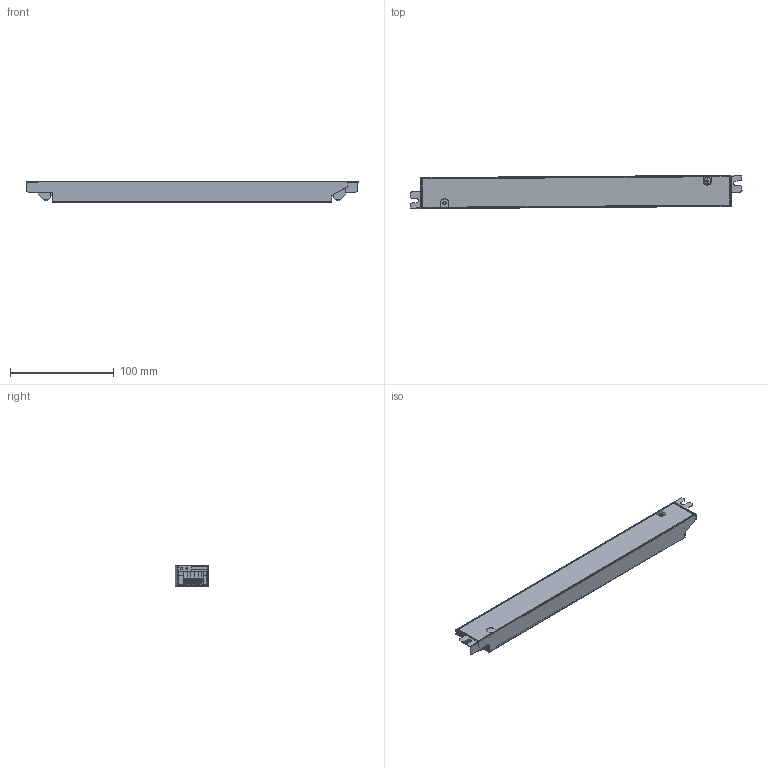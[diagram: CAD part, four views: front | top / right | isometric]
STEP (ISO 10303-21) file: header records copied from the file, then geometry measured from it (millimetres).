
FILE_DESCRIPTION (( 'STEP AP203' ), '1' );
FILE_NAME ('A5919_02 3D.STEP', '2020-02-25T07:50:40', ( '' ), ( '' ), 'SwSTEP 2.0', 'SolidWorks 2012', '' );
FILE_SCHEMA (( 'CONFIG_CONTROL_DESIGN' ));
Length unit declared in the file: millimetre
Products named in the file (8): A5919_02 3D; 45僅傷赽裔; 45僅傷赽; 2016樓種橈埽え; cross recessed pan head screws gb_GB_CROSS_SCREWS_TYPE1 M3X8-8  H type-N; plain washers--product grade c gb_GB_FASTENER_WASHER_SMWC 3; 2016PCB; 2016单个上盖_默认<按加工>
Assembly tree (14 placements, depth 2):
  A5919_02 3D
    2016单个上盖_默认<按加工>
    2016PCB
    plain washers--product grade c gb_GB_FASTENER_WASHER_SMWC 3
    cross recessed pan head screws gb_GB_CROSS_SCREWS_TYPE1 M3X8-8  H type-N
    2016樓種橈埽え
    45僅傷赽  x7
    45僅傷赽裔  x2
Bounding box: 319.98 x 32.34 x 20 mm (x, y, z)
Volume: 43334 mm3; surface area: 127590.1 mm2
Topology: 18 solids, 18 shells, 606 faces, 1511 edges, 958 vertices
Faces by surface type: plane 441, cylinder 163, sphere 2
Entity records: 12110 total; most frequent: CARTESIAN_POINT 2006, DIRECTION 1933, ORIENTED_EDGE 1858, EDGE_CURVE 929, LINE 659, VECTOR 659, AXIS2_PLACEMENT_3D 637, VERTEX_POINT 574
